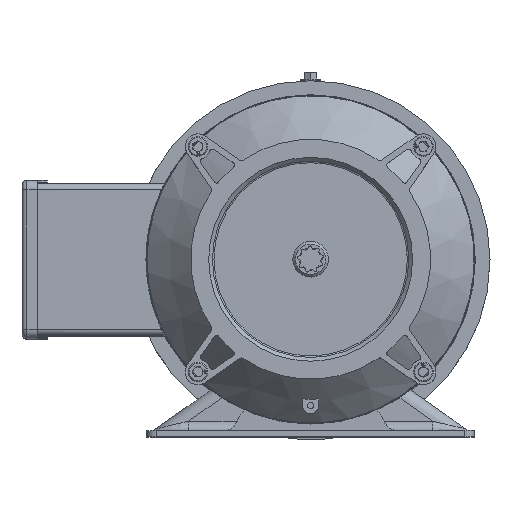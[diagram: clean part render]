
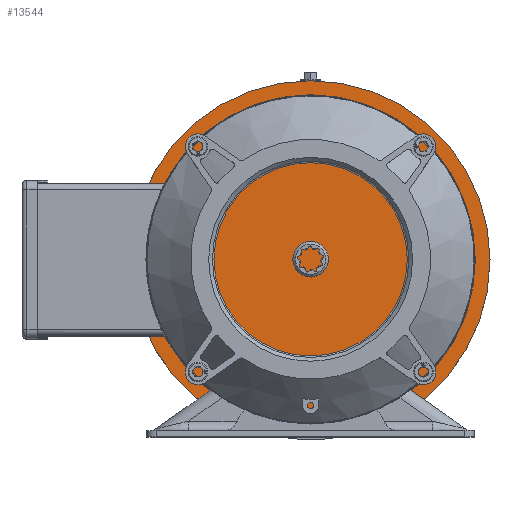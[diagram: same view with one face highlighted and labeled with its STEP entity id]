
A CAD part, top view. The second image highlights one B-rep face of the part: STEP entity #13544.
In plain terms, the highlighted planar face has unit normal (0, 0, 1).
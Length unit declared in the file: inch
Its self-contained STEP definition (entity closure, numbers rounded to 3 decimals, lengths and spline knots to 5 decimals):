
#621 = CARTESIAN_POINT ( 'NONE',  ( 0., -3.325, -7.63 ) ) ;
#2350 = DIRECTION ( 'NONE',  ( 0., 0., -1. ) ) ;
#2837 = AXIS2_PLACEMENT_3D ( 'NONE', #18929, #18702, #22605 ) ;
#4889 = VECTOR ( 'NONE', #7271, 39.37008 ) ;
#6251 = EDGE_CURVE ( 'NONE', #13279, #10577, #12437, .T. ) ;
#6788 = AXIS2_PLACEMENT_3D ( 'NONE', #7845, #2350, #19951 ) ;
#7271 = DIRECTION ( 'NONE',  ( 1., 0., 0. ) ) ;
#7527 = CIRCLE ( 'NONE', #6788, 3.54 ) ;
#7845 = CARTESIAN_POINT ( 'NONE',  ( 0., 0., -7.63 ) ) ;
#8552 = FACE_OUTER_BOUND ( 'NONE', #17977, .T. ) ;
#10167 = PLANE ( 'NONE',  #2837 ) ;
#10577 = VERTEX_POINT ( 'NONE', #15015 ) ;
#11286 = ORIENTED_EDGE ( 'NONE', *, *, #6251, .T. ) ;
#12437 = LINE ( 'NONE', #621, #4889 ) ;
#12583 = CARTESIAN_POINT ( 'NONE',  ( -1.2149, -3.325, -7.63 ) ) ;
#13279 = VERTEX_POINT ( 'NONE', #12583 ) ;
#13544 = ADVANCED_FACE ( 'NONE', ( #8552 ), #10167, .F. ) ;
#14795 = EDGE_CURVE ( 'NONE', #13279, #10577, #7527, .T. ) ;
#15015 = CARTESIAN_POINT ( 'NONE',  ( 1.2149, -3.325, -7.63 ) ) ;
#17977 = EDGE_LOOP ( 'NONE', ( #21961, #11286 ) ) ;
#18702 = DIRECTION ( 'NONE',  ( 0., 0., -1. ) ) ;
#18929 = CARTESIAN_POINT ( 'NONE',  ( 0., 0., -7.63 ) ) ;
#19951 = DIRECTION ( 'NONE',  ( -1., 0., 0. ) ) ;
#21961 = ORIENTED_EDGE ( 'NONE', *, *, #14795, .F. ) ;
#22605 = DIRECTION ( 'NONE',  ( -1., 0., 0. ) ) ;
